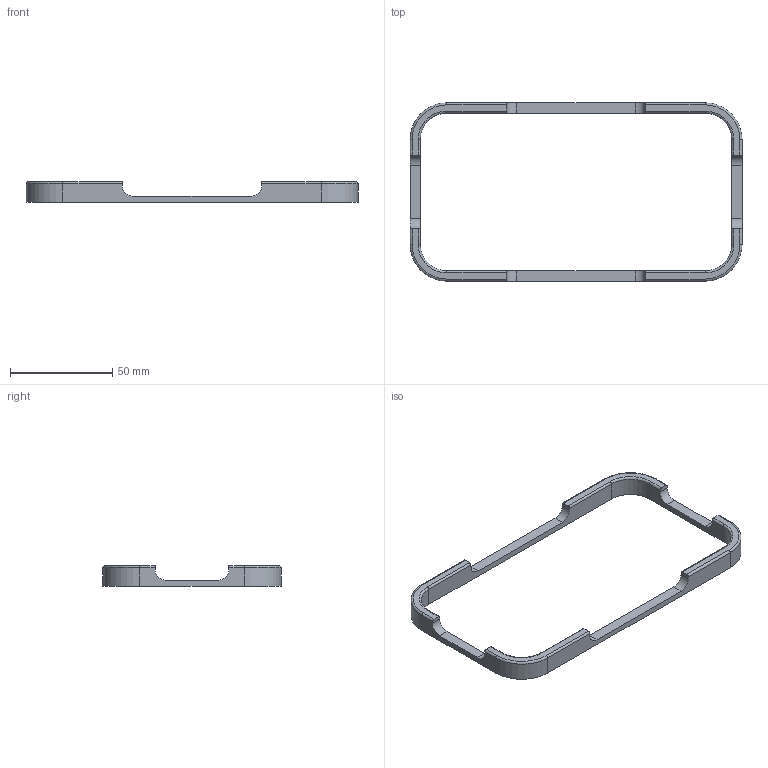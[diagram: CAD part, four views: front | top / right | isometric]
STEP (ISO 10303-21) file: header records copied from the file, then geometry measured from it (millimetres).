
FILE_DESCRIPTION(/* description */ (''),/* implementation_level */ '2;1');
FILE_NAME(/* name */ 'iphone16test v21.step',/* time_stamp */ '2025-06-09T12:09:45+08:00',/* author */ (''),/* organization */ (''),/* preprocessor_version */ 'ST-DEVELOPER v20.1',/* originating_system */ 'Autodesk Translation Framework v14.10.0.0',/* authorisation */ '');
FILE_SCHEMA (('AUTOMOTIVE_DESIGN { 1 0 10303 214 3 1 1 }'));
Length unit declared in the file: millimetre
Products named in the file (1): iphone16test
Bounding box: 162 x 87 x 10 mm (x, y, z)
Volume: 15399.6 mm3; surface area: 10697.3 mm2
Topology: 1 solids, 1 shells, 65 faces, 176 edges, 112 vertices
Faces by surface type: cylinder 32, plane 25, torus 8
Entity records: 2091 total; most frequent: DIRECTION 380, CARTESIAN_POINT 354, ORIENTED_EDGE 352, EDGE_CURVE 176, AXIS2_PLACEMENT_3D 138, VERTEX_POINT 112, LINE 104, VECTOR 104
